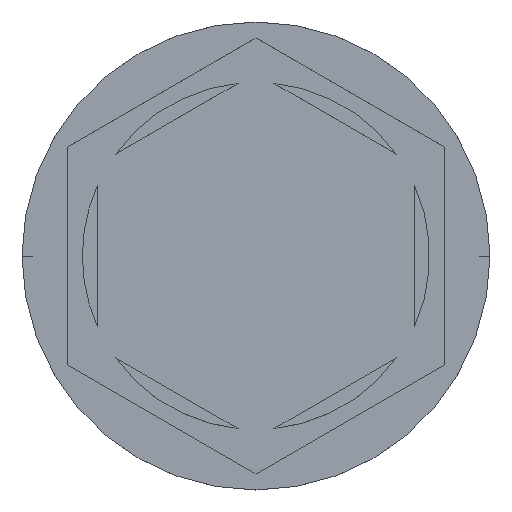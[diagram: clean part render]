
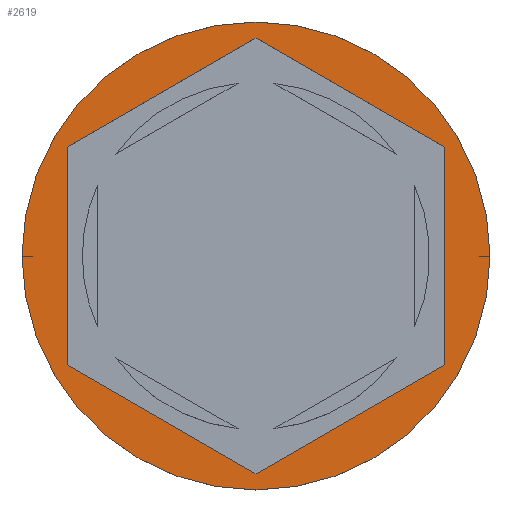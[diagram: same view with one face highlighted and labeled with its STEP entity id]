
A CAD part, top view. The second image highlights one B-rep face of the part: STEP entity #2619.
In plain terms, the highlighted planar face has unit normal (0, 0, 1).
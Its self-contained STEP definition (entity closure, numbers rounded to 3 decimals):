
#68 = CARTESIAN_POINT ( 'NONE',  ( 6.25, -3.608, 0. ) ) ;
#103 = VERTEX_POINT ( 'NONE', #1370 ) ;
#153 = EDGE_LOOP ( 'NONE', ( #2752, #1311 ) ) ;
#159 = DIRECTION ( 'NONE',  ( 0., -1., 0. ) ) ;
#172 = VECTOR ( 'NONE', #2492, 1000. ) ;
#201 = EDGE_CURVE ( 'NONE', #1069, #1747, #2362, .T. ) ;
#250 = VECTOR ( 'NONE', #738, 1000. ) ;
#271 = EDGE_CURVE ( 'NONE', #2775, #961, #3688, .T. ) ;
#342 = CARTESIAN_POINT ( 'NONE',  ( -6.25, 3.608, 0. ) ) ;
#587 = FACE_OUTER_BOUND ( 'NONE', #153, .T. ) ;
#666 = LINE ( 'NONE', #3257, #3240 ) ;
#718 = EDGE_CURVE ( 'NONE', #2703, #103, #666, .T. ) ;
#738 = DIRECTION ( 'NONE',  ( 0., 1., 0. ) ) ;
#752 = CARTESIAN_POINT ( 'NONE',  ( 0., 0., 0. ) ) ;
#850 = EDGE_LOOP ( 'NONE', ( #2128, #2524, #3329, #1095, #1362, #2157 ) ) ;
#961 = VERTEX_POINT ( 'NONE', #3541 ) ;
#1033 = CARTESIAN_POINT ( 'NONE',  ( -7.75, 0., 0. ) ) ;
#1047 = CARTESIAN_POINT ( 'NONE',  ( -6.25, -3.608, 0. ) ) ;
#1069 = VERTEX_POINT ( 'NONE', #2644 ) ;
#1081 = DIRECTION ( 'NONE',  ( -0.866, -0.5, 0. ) ) ;
#1095 = ORIENTED_EDGE ( 'NONE', *, *, #2400, .F. ) ;
#1214 = AXIS2_PLACEMENT_3D ( 'NONE', #752, #1923, #3094 ) ;
#1311 = ORIENTED_EDGE ( 'NONE', *, *, #3276, .T. ) ;
#1332 = EDGE_CURVE ( 'NONE', #2716, #3289, #2635, .T. ) ;
#1362 = ORIENTED_EDGE ( 'NONE', *, *, #718, .F. ) ;
#1370 = CARTESIAN_POINT ( 'NONE',  ( -6.25, -3.608, 0. ) ) ;
#1441 = CARTESIAN_POINT ( 'NONE',  ( 0., -7.217, 0. ) ) ;
#1463 = EDGE_CURVE ( 'NONE', #961, #2703, #3696, .T. ) ;
#1491 = DIRECTION ( 'NONE',  ( 1., 0., 0. ) ) ;
#1542 = CIRCLE ( 'NONE', #3437, 7.75 ) ;
#1747 = VERTEX_POINT ( 'NONE', #1033 ) ;
#1798 = CARTESIAN_POINT ( 'NONE',  ( 0., 0., 0. ) ) ;
#1923 = DIRECTION ( 'NONE',  ( 0., 0., 1. ) ) ;
#1934 = DIRECTION ( 'NONE',  ( -0.866, 0.5, 0. ) ) ;
#1969 = CARTESIAN_POINT ( 'NONE',  ( 6.25, -3.608, 0. ) ) ;
#2005 = DIRECTION ( 'NONE',  ( 0., 0., 1. ) ) ;
#2032 = CARTESIAN_POINT ( 'NONE',  ( 0., 0., 0. ) ) ;
#2128 = ORIENTED_EDGE ( 'NONE', *, *, #271, .F. ) ;
#2157 = ORIENTED_EDGE ( 'NONE', *, *, #1463, .F. ) ;
#2186 = VECTOR ( 'NONE', #1934, 1000. ) ;
#2362 = CIRCLE ( 'NONE', #1214, 7.75 ) ;
#2393 = CARTESIAN_POINT ( 'NONE',  ( 6.25, 3.608, 0. ) ) ;
#2400 = EDGE_CURVE ( 'NONE', #103, #2716, #2787, .T. ) ;
#2492 = DIRECTION ( 'NONE',  ( 0.866, -0.5, 0. ) ) ;
#2524 = ORIENTED_EDGE ( 'NONE', *, *, #3777, .F. ) ;
#2619 = ADVANCED_FACE ( 'NONE', ( #3222, #587 ), #2936, .T. ) ;
#2635 = LINE ( 'NONE', #1441, #3368 ) ;
#2644 = CARTESIAN_POINT ( 'NONE',  ( 7.75, 0., 0. ) ) ;
#2675 = DIRECTION ( 'NONE',  ( 1., 0., 0. ) ) ;
#2686 = AXIS2_PLACEMENT_3D ( 'NONE', #2032, #3207, #1491 ) ;
#2703 = VERTEX_POINT ( 'NONE', #342 ) ;
#2716 = VERTEX_POINT ( 'NONE', #3263 ) ;
#2752 = ORIENTED_EDGE ( 'NONE', *, *, #201, .T. ) ;
#2775 = VERTEX_POINT ( 'NONE', #2393 ) ;
#2787 = LINE ( 'NONE', #1047, #172 ) ;
#2936 = PLANE ( 'NONE',  #2686 ) ;
#3094 = DIRECTION ( 'NONE',  ( 1., 0., 0. ) ) ;
#3103 = LINE ( 'NONE', #1969, #250 ) ;
#3127 = CARTESIAN_POINT ( 'NONE',  ( 6.25, 3.608, 0. ) ) ;
#3207 = DIRECTION ( 'NONE',  ( 0., 0., 1. ) ) ;
#3222 = FACE_BOUND ( 'NONE', #850, .T. ) ;
#3235 = VECTOR ( 'NONE', #1081, 1000. ) ;
#3240 = VECTOR ( 'NONE', #159, 1000. ) ;
#3257 = CARTESIAN_POINT ( 'NONE',  ( -6.25, 3.608, 0. ) ) ;
#3263 = CARTESIAN_POINT ( 'NONE',  ( 0., -7.217, 0. ) ) ;
#3276 = EDGE_CURVE ( 'NONE', #1747, #1069, #1542, .T. ) ;
#3289 = VERTEX_POINT ( 'NONE', #68 ) ;
#3329 = ORIENTED_EDGE ( 'NONE', *, *, #1332, .F. ) ;
#3368 = VECTOR ( 'NONE', #3772, 1000. ) ;
#3437 = AXIS2_PLACEMENT_3D ( 'NONE', #1798, #2005, #2675 ) ;
#3541 = CARTESIAN_POINT ( 'NONE',  ( 0., 7.217, 0. ) ) ;
#3688 = LINE ( 'NONE', #3127, #2186 ) ;
#3696 = LINE ( 'NONE', #3729, #3235 ) ;
#3729 = CARTESIAN_POINT ( 'NONE',  ( 0., 7.217, 0. ) ) ;
#3772 = DIRECTION ( 'NONE',  ( 0.866, 0.5, 0. ) ) ;
#3777 = EDGE_CURVE ( 'NONE', #3289, #2775, #3103, .T. ) ;
